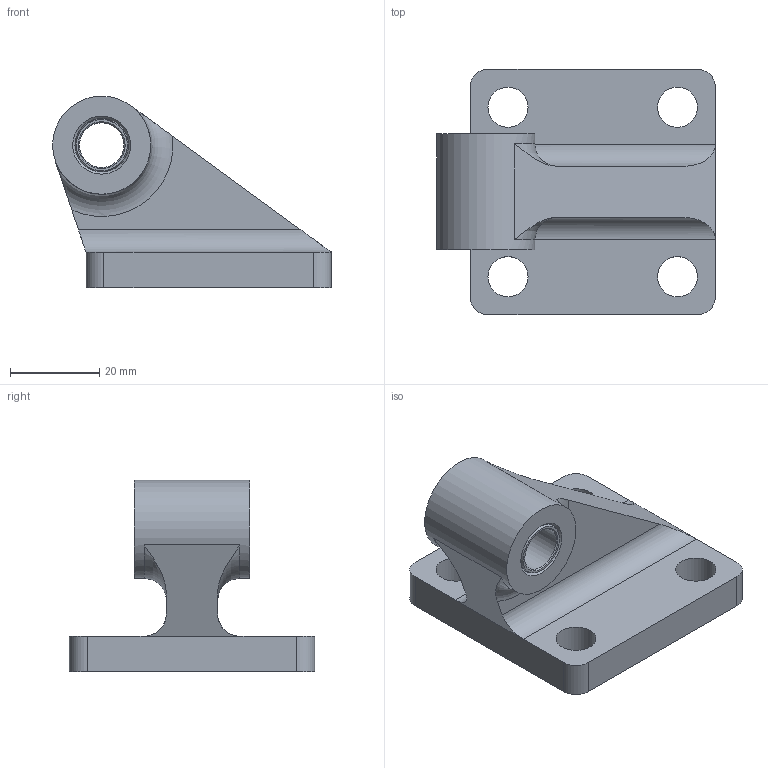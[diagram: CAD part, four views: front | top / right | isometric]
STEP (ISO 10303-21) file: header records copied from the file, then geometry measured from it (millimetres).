
FILE_DESCRIPTION((''),'2;1');
FILE_NAME('0112039.stp','2012-11-20T11:11:38',('oz38835'),(''),'Autodesk Inventor 2011','Autodesk Inventor 2011','');
FILE_SCHEMA(('AUTOMOTIVE_DESIGN { 1 0 10303 214 1 1 1 1 }'));
Length unit declared in the file: millimetre
Products named in the file (1): 0112039
Bounding box: 62.5 x 55 x 43 mm (x, y, z)
Volume: 40493.6 mm3; surface area: 12774.2 mm2
Topology: 1 solids, 1 shells, 45 faces, 104 edges, 66 vertices
Faces by surface type: plane 17, cylinder 16, cone 10, torus 2
Full cylindrical faces by diameter (mm): 9 x4, 10 x2, 12 x3, 22 x1
Entity records: 1281 total; most frequent: CARTESIAN_POINT 224, DIRECTION 214, ORIENTED_EDGE 160, AXIS2_PLACEMENT_3D 92, EDGE_CURVE 80, EDGE_LOOP 80, VERTEX_POINT 62, STYLED_ITEM 46
